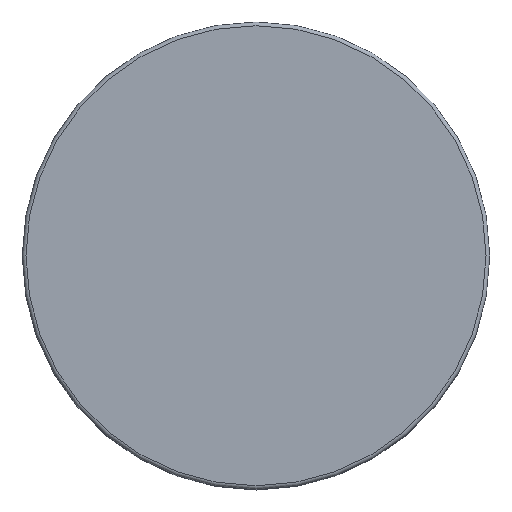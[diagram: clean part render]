
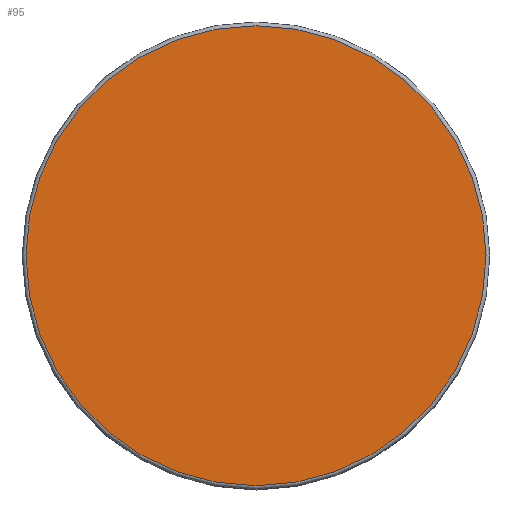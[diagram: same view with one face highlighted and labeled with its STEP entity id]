
A CAD part, top view. The second image highlights one B-rep face of the part: STEP entity #95.
In plain terms, the highlighted planar face has unit normal (0, 0, 1).
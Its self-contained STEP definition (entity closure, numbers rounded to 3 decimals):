
#23=PLANE('',#124);
#29=FACE_OUTER_BOUND('',#37,.T.);
#37=EDGE_LOOP('',(#83));
#46=CIRCLE('',#122,12.3);
#54=VERTEX_POINT('',#181);
#63=EDGE_CURVE('',#54,#54,#46,.T.);
#83=ORIENTED_EDGE('',*,*,#63,.F.);
#95=ADVANCED_FACE('',(#29),#23,.T.);
#122=AXIS2_PLACEMENT_3D('',#182,#151,#152);
#124=AXIS2_PLACEMENT_3D('',#184,#155,#156);
#151=DIRECTION('center_axis',(0.,0.,-1.));
#152=DIRECTION('ref_axis',(-1.,0.,0.));
#155=DIRECTION('center_axis',(0.,0.,1.));
#156=DIRECTION('ref_axis',(-1.,0.,0.));
#181=CARTESIAN_POINT('',(-12.3,0.,10.));
#182=CARTESIAN_POINT('Origin',(0.,0.,10.));
#184=CARTESIAN_POINT('Origin',(0.,0.,10.));
